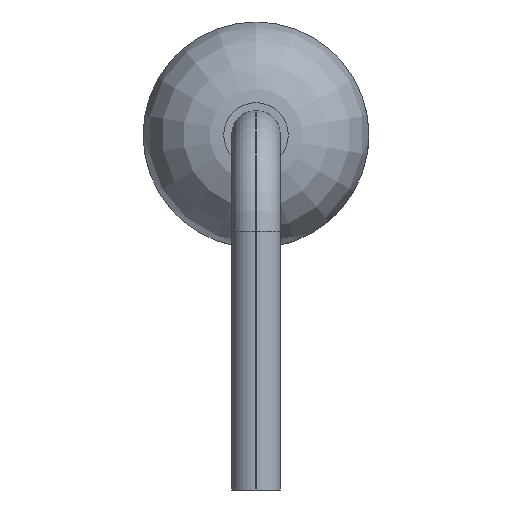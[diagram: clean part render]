
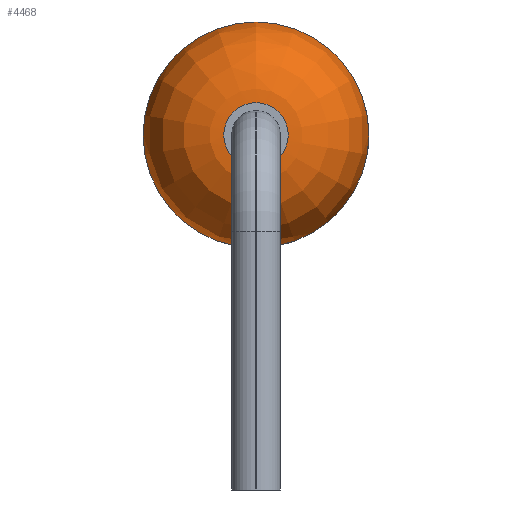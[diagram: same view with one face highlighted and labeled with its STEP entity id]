
A CAD part, left-side view. The second image highlights one B-rep face of the part: STEP entity #4468.
In plain terms, the highlighted face is a revolution surface.
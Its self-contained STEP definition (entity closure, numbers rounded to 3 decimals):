
#4398 = CYLINDRICAL_SURFACE('',#4399,1.4);
#4399 = AXIS2_PLACEMENT_3D('',#4400,#4401,#4402);
#4400 = CARTESIAN_POINT('',(-2.9,0.,0.));
#4401 = DIRECTION('',(1.,0.,0.));
#4402 = DIRECTION('',(0.,0.,1.));
#4414 = VERTEX_POINT('',#4415);
#4415 = CARTESIAN_POINT('',(-2.9,0.,1.4));
#4436 = EDGE_CURVE('',#4414,#4414,#4437,.T.);
#4437 = SURFACE_CURVE('',#4438,(#4443,#4450),.PCURVE_S1.);
#4438 = CIRCLE('',#4439,1.4);
#4439 = AXIS2_PLACEMENT_3D('',#4440,#4441,#4442);
#4440 = CARTESIAN_POINT('',(-2.9,0.,0.));
#4441 = DIRECTION('',(1.,0.,-0.));
#4442 = DIRECTION('',(0.,0.,1.));
#4443 = PCURVE('',#4398,#4444);
#4444 = DEFINITIONAL_REPRESENTATION('',(#4445),#4449);
#4445 = LINE('',#4446,#4447);
#4446 = CARTESIAN_POINT('',(0.,0.));
#4447 = VECTOR('',#4448,1.);
#4448 = DIRECTION('',(1.,0.));
#4449 = ( GEOMETRIC_REPRESENTATION_CONTEXT(2) 
PARAMETRIC_REPRESENTATION_CONTEXT() REPRESENTATION_CONTEXT('2D SPACE',''
  ) );
#4450 = PCURVE('',#4451,#4460);
#4451 = SURFACE_OF_REVOLUTION('',#4452,#4457);
#4452 = CIRCLE('',#4453,1.);
#4453 = AXIS2_PLACEMENT_3D('',#4454,#4455,#4456);
#4454 = CARTESIAN_POINT('',(-2.9,0.,0.4));
#4455 = DIRECTION('',(0.,-1.,0.));
#4456 = DIRECTION('',(1.,0.,0.));
#4457 = AXIS1_PLACEMENT('',#4458,#4459);
#4458 = CARTESIAN_POINT('',(0.,0.,0.));
#4459 = DIRECTION('',(1.,0.,0.));
#4460 = DEFINITIONAL_REPRESENTATION('',(#4461),#4465);
#4461 = LINE('',#4462,#4463);
#4462 = CARTESIAN_POINT('',(0.,1.571));
#4463 = VECTOR('',#4464,1.);
#4464 = DIRECTION('',(1.,0.));
#4465 = ( GEOMETRIC_REPRESENTATION_CONTEXT(2) 
PARAMETRIC_REPRESENTATION_CONTEXT() REPRESENTATION_CONTEXT('2D SPACE',''
  ) );
#4468 = ADVANCED_FACE('',(#4469),#4451,.F.);
#4469 = FACE_BOUND('',#4470,.F.);
#4470 = EDGE_LOOP('',(#4471,#4472,#4496,#4523));
#4471 = ORIENTED_EDGE('',*,*,#4436,.T.);
#4472 = ORIENTED_EDGE('',*,*,#4473,.T.);
#4473 = EDGE_CURVE('',#4414,#4474,#4476,.T.);
#4474 = VERTEX_POINT('',#4475);
#4475 = CARTESIAN_POINT('',(-3.9,0.,0.4));
#4476 = SEAM_CURVE('',#4477,(#4482,#4489),.PCURVE_S1.);
#4477 = CIRCLE('',#4478,1.);
#4478 = AXIS2_PLACEMENT_3D('',#4479,#4480,#4481);
#4479 = CARTESIAN_POINT('',(-2.9,0.,0.4));
#4480 = DIRECTION('',(0.,-1.,0.));
#4481 = DIRECTION('',(1.,0.,0.));
#4482 = PCURVE('',#4451,#4483);
#4483 = DEFINITIONAL_REPRESENTATION('',(#4484),#4488);
#4484 = LINE('',#4485,#4486);
#4485 = CARTESIAN_POINT('',(0.,0.));
#4486 = VECTOR('',#4487,1.);
#4487 = DIRECTION('',(0.,1.));
#4488 = ( GEOMETRIC_REPRESENTATION_CONTEXT(2) 
PARAMETRIC_REPRESENTATION_CONTEXT() REPRESENTATION_CONTEXT('2D SPACE',''
  ) );
#4489 = PCURVE('',#4451,#4490);
#4490 = DEFINITIONAL_REPRESENTATION('',(#4491),#4495);
#4491 = LINE('',#4492,#4493);
#4492 = CARTESIAN_POINT('',(6.283,0.));
#4493 = VECTOR('',#4494,1.);
#4494 = DIRECTION('',(0.,1.));
#4495 = ( GEOMETRIC_REPRESENTATION_CONTEXT(2) 
PARAMETRIC_REPRESENTATION_CONTEXT() REPRESENTATION_CONTEXT('2D SPACE',''
  ) );
#4496 = ORIENTED_EDGE('',*,*,#4497,.F.);
#4497 = EDGE_CURVE('',#4474,#4474,#4498,.T.);
#4498 = SURFACE_CURVE('',#4499,(#4504,#4511),.PCURVE_S1.);
#4499 = CIRCLE('',#4500,0.4);
#4500 = AXIS2_PLACEMENT_3D('',#4501,#4502,#4503);
#4501 = CARTESIAN_POINT('',(-3.9,0.,0.));
#4502 = DIRECTION('',(1.,0.,-0.));
#4503 = DIRECTION('',(0.,0.,1.));
#4504 = PCURVE('',#4451,#4505);
#4505 = DEFINITIONAL_REPRESENTATION('',(#4506),#4510);
#4506 = LINE('',#4507,#4508);
#4507 = CARTESIAN_POINT('',(0.,3.142));
#4508 = VECTOR('',#4509,1.);
#4509 = DIRECTION('',(1.,0.));
#4510 = ( GEOMETRIC_REPRESENTATION_CONTEXT(2) 
PARAMETRIC_REPRESENTATION_CONTEXT() REPRESENTATION_CONTEXT('2D SPACE',''
  ) );
#4511 = PCURVE('',#4512,#4517);
#4512 = PLANE('',#4513);
#4513 = AXIS2_PLACEMENT_3D('',#4514,#4515,#4516);
#4514 = CARTESIAN_POINT('',(-3.9,0.,0.));
#4515 = DIRECTION('',(1.,0.,0.));
#4516 = DIRECTION('',(0.,0.,1.));
#4517 = DEFINITIONAL_REPRESENTATION('',(#4518),#4522);
#4518 = CIRCLE('',#4519,0.4);
#4519 = AXIS2_PLACEMENT_2D('',#4520,#4521);
#4520 = CARTESIAN_POINT('',(0.,0.));
#4521 = DIRECTION('',(1.,0.));
#4522 = ( GEOMETRIC_REPRESENTATION_CONTEXT(2) 
PARAMETRIC_REPRESENTATION_CONTEXT() REPRESENTATION_CONTEXT('2D SPACE',''
  ) );
#4523 = ORIENTED_EDGE('',*,*,#4473,.F.);
